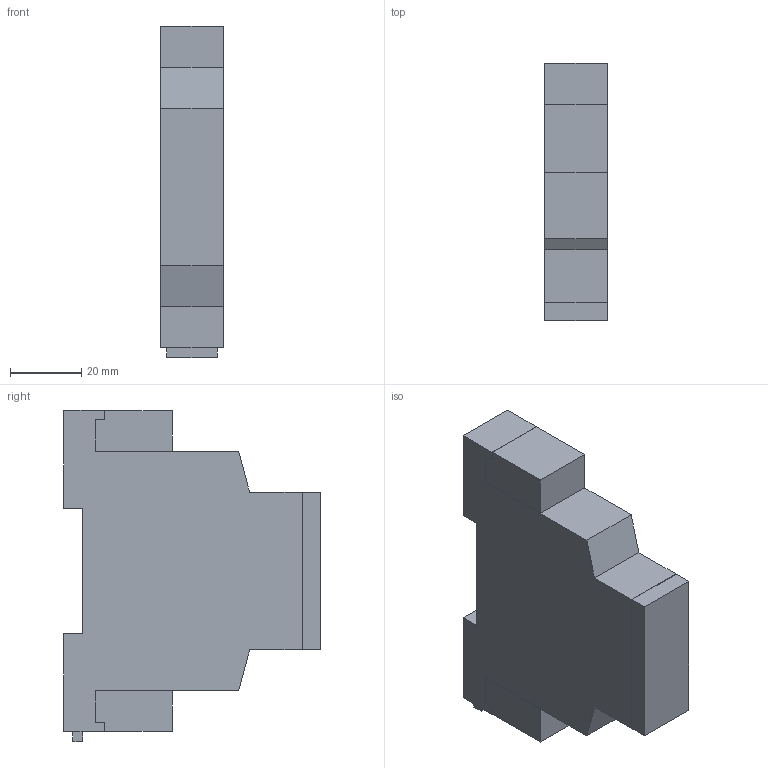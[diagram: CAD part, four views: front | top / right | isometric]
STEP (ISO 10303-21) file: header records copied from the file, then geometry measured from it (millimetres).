
FILE_DESCRIPTION(('STEP AP242'),'1');
FILE_NAME('rm17ta00.stp','2019-02-07T07:31:25',('TraceParts'),('TraceParts S.A.'),'Spatial InterOp 3D',' ',' ');
FILE_SCHEMA(('AP242_MANAGED_MODEL_BASED_3D_ENGINEERING_MIM_LF {1 0 10303 442 1 1 4}'));
Length unit declared in the file: millimetre
Products named in the file (1): rm17ta00
Bounding box: 17.53 x 71.88 x 92.71 mm (x, y, z)
Volume: 84919.1 mm3; surface area: 15546.8 mm2
Topology: 1 solids, 1 shells, 49 faces, 132 edges, 88 vertices
Faces by surface type: plane 49
Entity records: 1922 total; most frequent: CARTESIAN_POINT 270, ORIENTED_EDGE 264, DIRECTION 232, EDGE_CURVE 132, LINE 132, VECTOR 132, VERTEX_POINT 88, EDGE_LOOP 52
